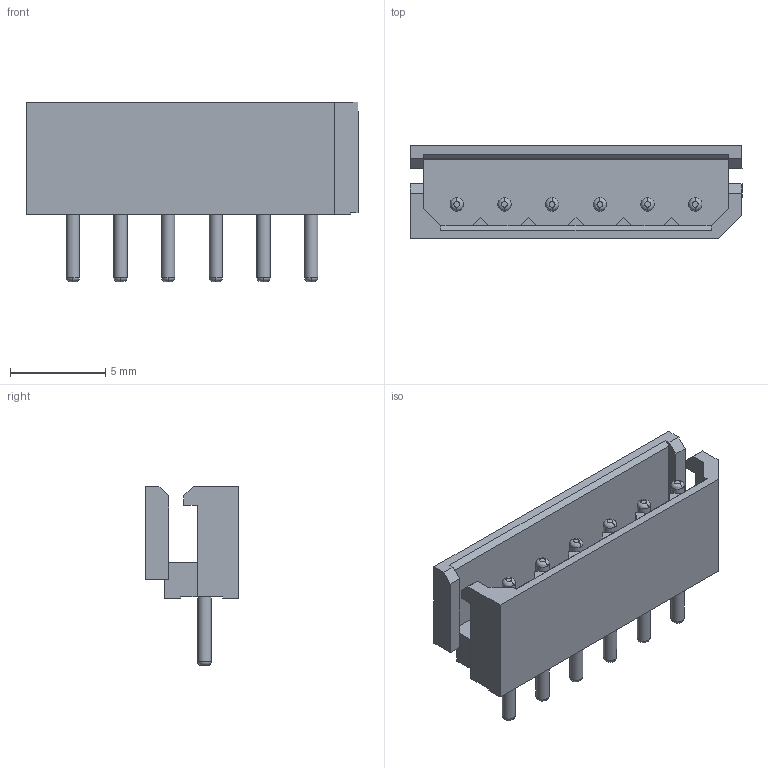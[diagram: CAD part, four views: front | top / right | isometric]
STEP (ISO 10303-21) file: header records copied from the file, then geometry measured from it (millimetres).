
FILE_DESCRIPTION(('FreeCAD Model'),'2;1');
FILE_NAME('Open CASCADE Shape Model','2021-07-20T00:08:24',('Author'),( ''),'Open CASCADE STEP processor 7.4','FreeCAD','Unknown');
FILE_SCHEMA(('AUTOMOTIVE_DESIGN { 1 0 10303 214 1 1 1 1 }'));
Length unit declared in the file: millimetre
Products named in the file (1): PIN_6_sp
Bounding box: 17.4 x 4.9 x 9.4 mm (x, y, z)
Volume: 263.6 mm3; surface area: 662.9 mm2
Topology: 1 solids, 1 shells, 111 faces, 275 edges, 178 vertices
Faces by surface type: plane 75, revolution 24, cylinder 12
Full cylindrical faces by diameter (mm): 0.7 x12
Entity records: 3917 total; most frequent: CARTESIAN_POINT 745, DIRECTION 559, ORIENTED_EDGE 550, EDGE_CURVE 275, AXIS2_PLACEMENT_3D 184, VERTEX_POINT 178, LINE 167, VECTOR 167
